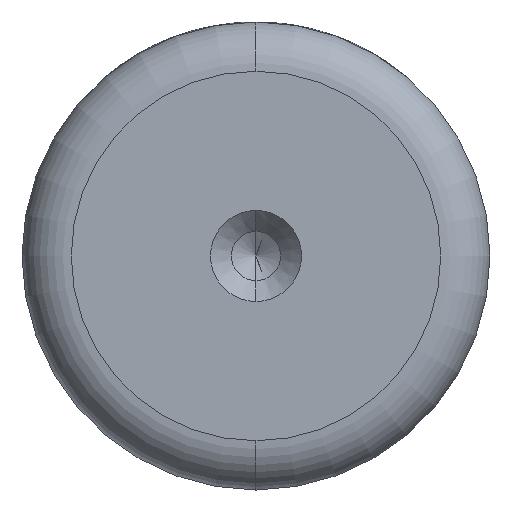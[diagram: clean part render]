
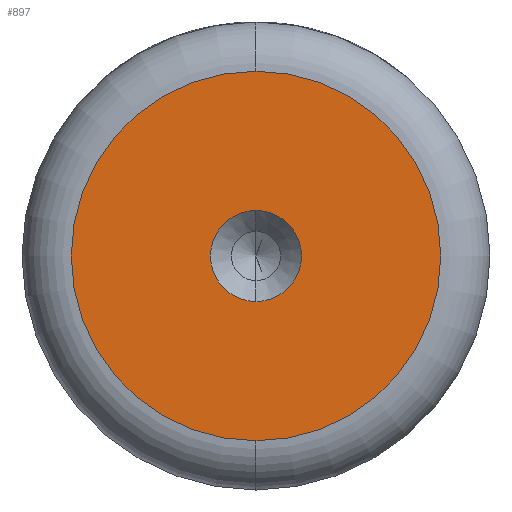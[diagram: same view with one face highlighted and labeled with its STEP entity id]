
A CAD part, left-side view. The second image highlights one B-rep face of the part: STEP entity #897.
In plain terms, the highlighted planar face has unit normal (-1, 0, 0).
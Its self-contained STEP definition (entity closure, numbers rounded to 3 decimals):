
#40 = DIRECTION ( 'NONE',  ( -1., 0., 0. ) ) ;
#53 = DIRECTION ( 'NONE',  ( -1., 0., 0. ) ) ;
#105 = CARTESIAN_POINT ( 'NONE',  ( 0., 0., 7.5 ) ) ;
#166 = CIRCLE ( 'NONE', #650, 7.5 ) ;
#186 = ORIENTED_EDGE ( 'NONE', *, *, #1049, .F. ) ;
#318 = ORIENTED_EDGE ( 'NONE', *, *, #1303, .T. ) ;
#351 = CARTESIAN_POINT ( 'NONE',  ( 0., 0., 0. ) ) ;
#360 = ORIENTED_EDGE ( 'NONE', *, *, #1300, .F. ) ;
#448 = DIRECTION ( 'NONE',  ( 0., 0., 1. ) ) ;
#458 = CIRCLE ( 'NONE', #658, 1.85 ) ;
#459 = FACE_OUTER_BOUND ( 'NONE', #1294, .T. ) ;
#462 = CARTESIAN_POINT ( 'NONE',  ( 0., 0., 0. ) ) ;
#499 = DIRECTION ( 'NONE',  ( -1., 0., 0. ) ) ;
#500 = VERTEX_POINT ( 'NONE', #105 ) ;
#519 = CARTESIAN_POINT ( 'NONE',  ( 0., 0., -7.5 ) ) ;
#566 = DIRECTION ( 'NONE',  ( 0., 0., 1. ) ) ;
#574 = CIRCLE ( 'NONE', #1136, 1.85 ) ;
#579 = VERTEX_POINT ( 'NONE', #519 ) ;
#645 = VERTEX_POINT ( 'NONE', #1273 ) ;
#650 = AXIS2_PLACEMENT_3D ( 'NONE', #462, #1208, #566 ) ;
#658 = AXIS2_PLACEMENT_3D ( 'NONE', #670, #53, #779 ) ;
#670 = CARTESIAN_POINT ( 'NONE',  ( 0., 0., 0. ) ) ;
#685 = AXIS2_PLACEMENT_3D ( 'NONE', #351, #1096, #448 ) ;
#725 = EDGE_LOOP ( 'NONE', ( #360, #186 ) ) ;
#779 = DIRECTION ( 'NONE',  ( 0., 0., 1. ) ) ;
#842 = CIRCLE ( 'NONE', #685, 7.5 ) ;
#884 = ORIENTED_EDGE ( 'NONE', *, *, #1237, .T. ) ;
#897 = ADVANCED_FACE ( 'NONE', ( #1308, #459 ), #1195, .T. ) ;
#998 = CARTESIAN_POINT ( 'NONE',  ( 0., 0., -1.85 ) ) ;
#1020 = VERTEX_POINT ( 'NONE', #998 ) ;
#1049 = EDGE_CURVE ( 'NONE', #1020, #645, #574, .T. ) ;
#1096 = DIRECTION ( 'NONE',  ( -1., 0., 0. ) ) ;
#1097 = CARTESIAN_POINT ( 'NONE',  ( 0., 0., 0. ) ) ;
#1136 = AXIS2_PLACEMENT_3D ( 'NONE', #1148, #499, #1250 ) ;
#1148 = CARTESIAN_POINT ( 'NONE',  ( 0., 0., 0. ) ) ;
#1177 = AXIS2_PLACEMENT_3D ( 'NONE', #1097, #40, #1295 ) ;
#1195 = PLANE ( 'NONE',  #1177 ) ;
#1208 = DIRECTION ( 'NONE',  ( -1., 0., 0. ) ) ;
#1237 = EDGE_CURVE ( 'NONE', #500, #579, #842, .T. ) ;
#1250 = DIRECTION ( 'NONE',  ( 0., 0., 1. ) ) ;
#1273 = CARTESIAN_POINT ( 'NONE',  ( 0., 0., 1.85 ) ) ;
#1294 = EDGE_LOOP ( 'NONE', ( #884, #318 ) ) ;
#1295 = DIRECTION ( 'NONE',  ( 0., 0., 1. ) ) ;
#1300 = EDGE_CURVE ( 'NONE', #645, #1020, #458, .T. ) ;
#1303 = EDGE_CURVE ( 'NONE', #579, #500, #166, .T. ) ;
#1308 = FACE_BOUND ( 'NONE', #725, .T. ) ;
